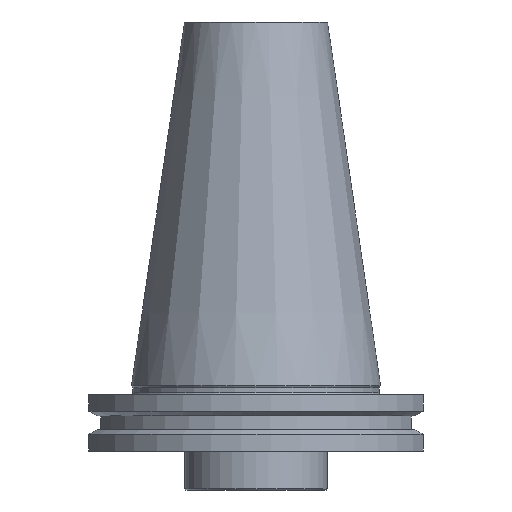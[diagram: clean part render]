
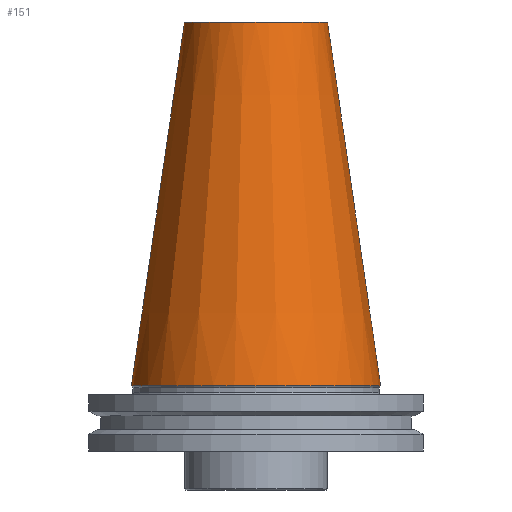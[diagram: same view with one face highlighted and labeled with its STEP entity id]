
A CAD part, front view. The second image highlights one B-rep face of the part: STEP entity #151.
In plain terms, the highlighted conical face has half-angle 8.298 degrees and reference radius 20.107 mm.
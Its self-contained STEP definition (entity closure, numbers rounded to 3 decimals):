
#47=CONICAL_SURFACE('',#827,20.107,8.298);
#68=FACE_BOUND('',#250,.T.);
#69=FACE_BOUND('',#251,.T.);
#117=CIRCLE('',#821,35.027);
#119=CIRCLE('',#825,20.107);
#151=ADVANCED_FACE('',(#68,#69),#47,.T.);
#250=EDGE_LOOP('',(#351));
#251=EDGE_LOOP('',(#352));
#351=ORIENTED_EDGE('',*,*,#617,.T.);
#352=ORIENTED_EDGE('',*,*,#615,.F.);
#533=VERTEX_POINT('',#1205);
#535=VERTEX_POINT('',#1211);
#615=EDGE_CURVE('',#533,#533,#117,.T.);
#617=EDGE_CURVE('',#535,#535,#119,.T.);
#821=AXIS2_PLACEMENT_3D('',#1204,#970,#971);
#825=AXIS2_PLACEMENT_3D('',#1210,#978,#979);
#827=AXIS2_PLACEMENT_3D('',#1213,#982,#983);
#970=DIRECTION('',(0.,0.,-1.));
#971=DIRECTION('',(-1.,0.,0.));
#978=DIRECTION('',(0.,0.,-1.));
#979=DIRECTION('',(-1.,0.,0.));
#982=DIRECTION('',(0.,0.,-1.));
#983=DIRECTION('',(-1.,0.,0.));
#1204=CARTESIAN_POINT('',(0.,0.,-0.7));
#1205=CARTESIAN_POINT('',(-35.027,0.,-0.7));
#1210=CARTESIAN_POINT('',(0.,0.,101.6));
#1211=CARTESIAN_POINT('',(-20.107,0.,101.6));
#1213=CARTESIAN_POINT('',(0.,0.,101.6));
